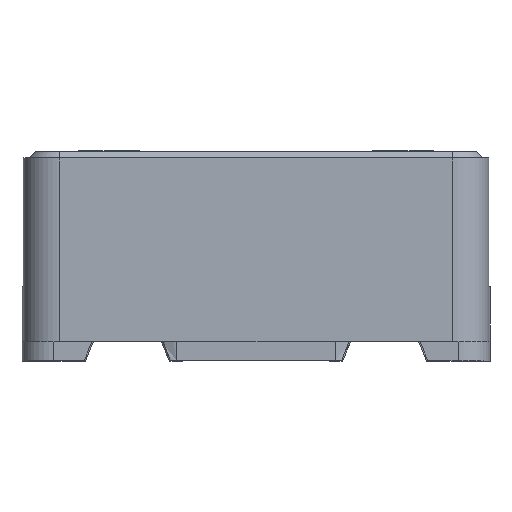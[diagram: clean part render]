
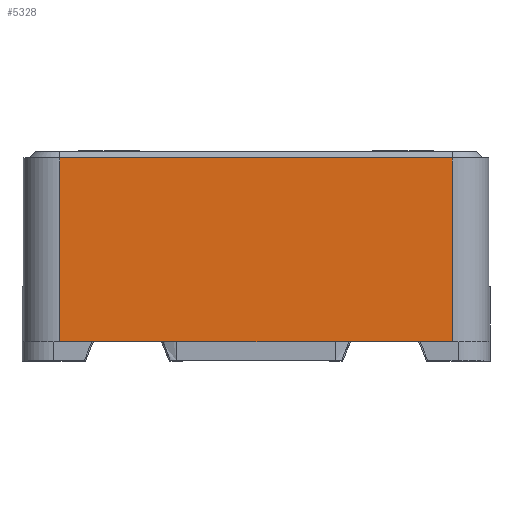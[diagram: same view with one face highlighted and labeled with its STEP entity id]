
A CAD part, front view. The second image highlights one B-rep face of the part: STEP entity #5328.
In plain terms, the highlighted free-form (B-spline) face has degree [1, 1] with [2, 2] control points.
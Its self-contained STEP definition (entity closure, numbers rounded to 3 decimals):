
#344 = B_SPLINE_CURVE_WITH_KNOTS ( 'NONE', 1,
 ( #1387, #1594 ),
 .UNSPECIFIED., .F., .F.,
 ( 2, 2 ),
 ( 0.032, 1. ),
 .UNSPECIFIED. ) ;
#815 = EDGE_CURVE ( 'NONE', #9549, #5645, #3427, .T. ) ;
#884 = EDGE_CURVE ( 'NONE', #9549, #1814, #344, .T. ) ;
#922 = CARTESIAN_POINT ( 'NONE',  ( 1.6, -1.9, -1.55 ) ) ;
#1387 = CARTESIAN_POINT ( 'NONE',  ( -1.6, -1.9, -0.05 ) ) ;
#1594 = CARTESIAN_POINT ( 'NONE',  ( -1.6, -1.9, -1.55 ) ) ;
#1747 = CARTESIAN_POINT ( 'NONE',  ( 1.6, -1.9, -1.55 ) ) ;
#1753 = CARTESIAN_POINT ( 'NONE',  ( 1.6, -1.9, -0.05 ) ) ;
#1800 = CARTESIAN_POINT ( 'NONE',  ( 1.6, -1.9, -1.55 ) ) ;
#1814 = VERTEX_POINT ( 'NONE', #9439 ) ;
#2353 = CARTESIAN_POINT ( 'NONE',  ( -1.6, -1.9, -0.05 ) ) ;
#2700 = EDGE_CURVE ( 'NONE', #1814, #10491, #9918, .T. ) ;
#2916 = CARTESIAN_POINT ( 'NONE',  ( -1.9, -1.9, 0. ) ) ;
#3427 = B_SPLINE_CURVE_WITH_KNOTS ( 'NONE', 1,
 ( #2353, #8816 ),
 .UNSPECIFIED., .F., .F.,
 ( 2, 2 ),
 ( 0., 1. ),
 .UNSPECIFIED. ) ;
#4527 = EDGE_LOOP ( 'NONE', ( #7145, #7528, #6727, #9292 ) ) ;
#5162 = CARTESIAN_POINT ( 'NONE',  ( 1.9, -1.9, 0. ) ) ;
#5328 = ADVANCED_FACE ( 'NONE', ( #7001 ), #10262, .F. ) ;
#5645 = VERTEX_POINT ( 'NONE', #1753 ) ;
#5774 = CARTESIAN_POINT ( 'NONE',  ( -1.6, -1.9, -1.55 ) ) ;
#5880 = CARTESIAN_POINT ( 'NONE',  ( 1.6, -1.9, -0.05 ) ) ;
#6727 = ORIENTED_EDGE ( 'NONE', *, *, #884, .T. ) ;
#6838 = CARTESIAN_POINT ( 'NONE',  ( -1.9, -1.9, -1.55 ) ) ;
#6895 = EDGE_CURVE ( 'NONE', #5645, #10491, #8278, .T. ) ;
#7001 = FACE_OUTER_BOUND ( 'NONE', #4527, .T. ) ;
#7145 = ORIENTED_EDGE ( 'NONE', *, *, #6895, .F. ) ;
#7528 = ORIENTED_EDGE ( 'NONE', *, *, #815, .F. ) ;
#8278 = B_SPLINE_CURVE_WITH_KNOTS ( 'NONE', 1,
 ( #5880, #1747 ),
 .UNSPECIFIED., .F., .F.,
 ( 2, 2 ),
 ( 0.032, 1. ),
 .UNSPECIFIED. ) ;
#8816 = CARTESIAN_POINT ( 'NONE',  ( 1.6, -1.9, -0.05 ) ) ;
#9292 = ORIENTED_EDGE ( 'NONE', *, *, #2700, .T. ) ;
#9439 = CARTESIAN_POINT ( 'NONE',  ( -1.6, -1.9, -1.55 ) ) ;
#9549 = VERTEX_POINT ( 'NONE', #10233 ) ;
#9918 = B_SPLINE_CURVE_WITH_KNOTS ( 'NONE', 1,
 ( #5774, #1800 ),
 .UNSPECIFIED., .F., .F.,
 ( 2, 2 ),
 ( 0.079, 0.921 ),
 .UNSPECIFIED. ) ;
#10174 = CARTESIAN_POINT ( 'NONE',  ( 1.9, -1.9, -1.55 ) ) ;
#10233 = CARTESIAN_POINT ( 'NONE',  ( -1.6, -1.9, -0.05 ) ) ;
#10262 = B_SPLINE_SURFACE_WITH_KNOTS ( 'NONE', 1, 1, ( 
 ( #2916, #6838 ),
 ( #5162, #10174 ) ),
 .UNSPECIFIED., .F., .F., .F.,
 ( 2, 2 ),
 ( 2, 2 ),
 ( 0., 1. ),
 ( 0., 1. ),
 .UNSPECIFIED. ) ;
#10491 = VERTEX_POINT ( 'NONE', #922 ) ;
